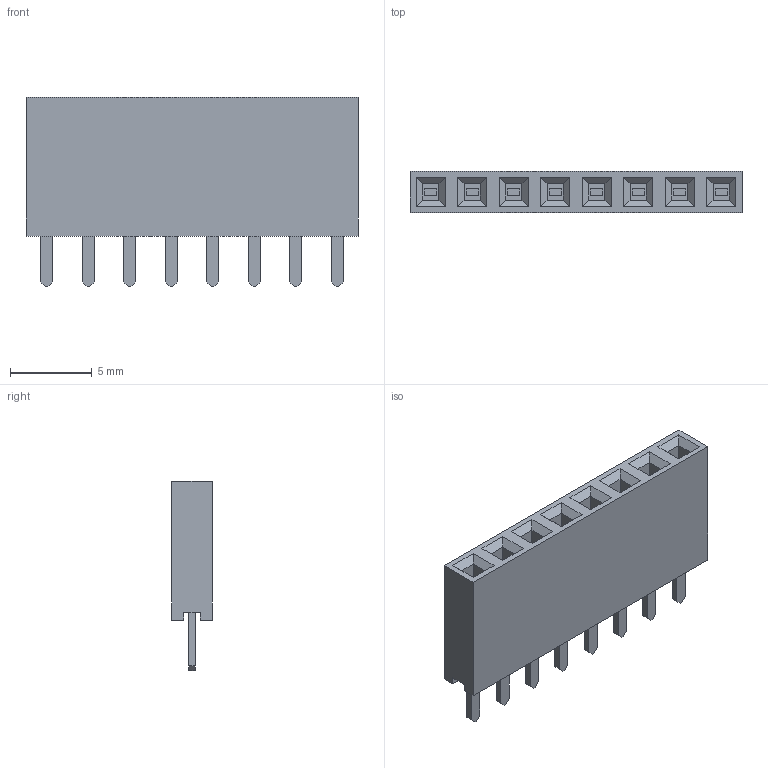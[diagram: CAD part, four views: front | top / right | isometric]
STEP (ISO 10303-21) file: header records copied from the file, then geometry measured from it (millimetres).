
FILE_DESCRIPTION(/* description */ (''),/* implementation_level */ '2;1');
FILE_NAME(/* name */ 'PBS_8x1_Green.step',/* time_stamp */ '2020-05-15T15:50:10+03:00',/* author */ ('vlad.lapshuda'),/* organization */ (''),/* preprocessor_version */ 'ST-DEVELOPER v17.2',/* originating_system */ 'Autodesk Translation Framework v7.6.0.251',/* authorisation */ '');
FILE_SCHEMA (('AUTOMOTIVE_DESIGN { 1 0 10303 214 3 1 1 }','FEATURE_BASED_PROCESS_PLANNING'));
Length unit declared in the file: millimetre
Products named in the file (2): PBS_8x1; PBS_Contacts
Assembly tree (1 placements, depth 2):
  PBS_8x1
    PBS_Contacts
Bounding box: 20.32 x 2.5 x 11.6 mm (x, y, z)
Volume: 363.7 mm3; surface area: 827.5 mm2
Topology: 9 solids, 9 shells, 146 faces, 328 edges, 208 vertices
Faces by surface type: plane 146
Entity records: 3995 total; most frequent: CARTESIAN_POINT 685, ORIENTED_EDGE 656, DIRECTION 626, LINE 328, VECTOR 328, EDGE_CURVE 328, VERTEX_POINT 208, EDGE_LOOP 154
